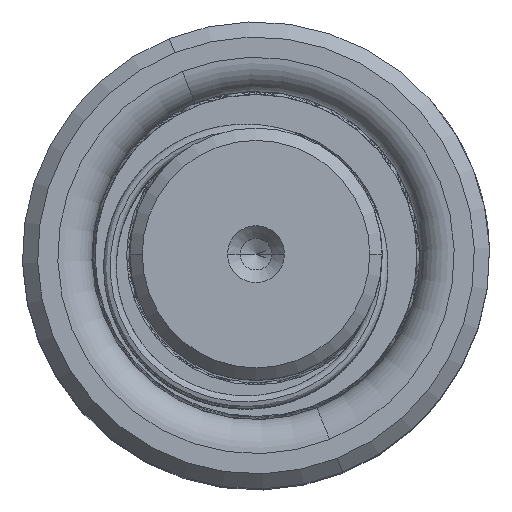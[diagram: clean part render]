
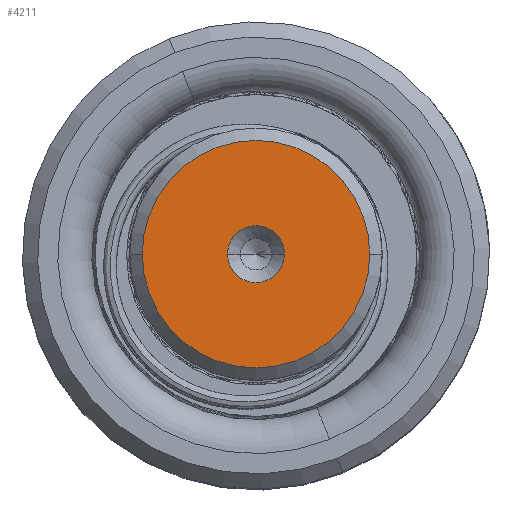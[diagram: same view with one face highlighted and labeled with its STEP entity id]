
A CAD part, top view. The second image highlights one B-rep face of the part: STEP entity #4211.
In plain terms, the highlighted planar face has unit normal (0, 0, 1).
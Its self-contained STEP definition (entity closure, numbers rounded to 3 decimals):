
#1614 = CARTESIAN_POINT ( 'NONE',  ( 9.009, 0., 110. ) ) ;
#2733 = CARTESIAN_POINT ( 'NONE',  ( 0., 0., 110. ) ) ;
#3225 = DIRECTION ( 'NONE',  ( 1., 0., 0. ) ) ;
#3609 = CARTESIAN_POINT ( 'NONE',  ( -9.009, 0., 110. ) ) ;
#3634 = DIRECTION ( 'NONE',  ( 1., 0., 0. ) ) ;
#3871 = CARTESIAN_POINT ( 'NONE',  ( 2.25, 0., 110. ) ) ;
#4211 = ADVANCED_FACE ( 'NONE', ( #17965, #7284 ), #27323, .T. ) ;
#5087 = AXIS2_PLACEMENT_3D ( 'NONE', #2733, #32821, #3225 ) ;
#5547 = CARTESIAN_POINT ( 'NONE',  ( 0., 0., 110. ) ) ;
#5804 = DIRECTION ( 'NONE',  ( 0., 0., 1. ) ) ;
#7284 = FACE_OUTER_BOUND ( 'NONE', #8937, .T. ) ;
#8937 = EDGE_LOOP ( 'NONE', ( #17244, #27150 ) ) ;
#9391 = AXIS2_PLACEMENT_3D ( 'NONE', #31896, #10366, #26578 ) ;
#9621 = EDGE_LOOP ( 'NONE', ( #25547, #31420 ) ) ;
#10208 = VERTEX_POINT ( 'NONE', #1614 ) ;
#10366 = DIRECTION ( 'NONE',  ( 0., 0., 1. ) ) ;
#10890 = EDGE_CURVE ( 'NONE', #13783, #33758, #15173, .T. ) ;
#10996 = DIRECTION ( 'NONE',  ( 1., 0., 0. ) ) ;
#11178 = DIRECTION ( 'NONE',  ( 1., 0., 0. ) ) ;
#11306 = DIRECTION ( 'NONE',  ( 0., 0., 1. ) ) ;
#11826 = EDGE_CURVE ( 'NONE', #10208, #24704, #24563, .T. ) ;
#13783 = VERTEX_POINT ( 'NONE', #3871 ) ;
#15173 = CIRCLE ( 'NONE', #9391, 2.25 ) ;
#15475 = AXIS2_PLACEMENT_3D ( 'NONE', #30155, #16621, #10996 ) ;
#16621 = DIRECTION ( 'NONE',  ( 0., 0., 1. ) ) ;
#17244 = ORIENTED_EDGE ( 'NONE', *, *, #29972, .T. ) ;
#17965 = FACE_BOUND ( 'NONE', #9621, .T. ) ;
#20190 = AXIS2_PLACEMENT_3D ( 'NONE', #30566, #11306, #11178 ) ;
#21973 = CIRCLE ( 'NONE', #5087, 2.25 ) ;
#24563 = CIRCLE ( 'NONE', #31054, 9.009 ) ;
#24704 = VERTEX_POINT ( 'NONE', #3609 ) ;
#25547 = ORIENTED_EDGE ( 'NONE', *, *, #10890, .F. ) ;
#26578 = DIRECTION ( 'NONE',  ( 1., 0., 0. ) ) ;
#27150 = ORIENTED_EDGE ( 'NONE', *, *, #11826, .T. ) ;
#27323 = PLANE ( 'NONE',  #15475 ) ;
#28400 = CARTESIAN_POINT ( 'NONE',  ( -2.25, 0., 110. ) ) ;
#28767 = EDGE_CURVE ( 'NONE', #33758, #13783, #21973, .T. ) ;
#29972 = EDGE_CURVE ( 'NONE', #24704, #10208, #32976, .T. ) ;
#30155 = CARTESIAN_POINT ( 'NONE',  ( 0., 0., 110. ) ) ;
#30566 = CARTESIAN_POINT ( 'NONE',  ( 0., 0., 110. ) ) ;
#31054 = AXIS2_PLACEMENT_3D ( 'NONE', #5547, #5804, #3634 ) ;
#31420 = ORIENTED_EDGE ( 'NONE', *, *, #28767, .F. ) ;
#31896 = CARTESIAN_POINT ( 'NONE',  ( 0., 0., 110. ) ) ;
#32821 = DIRECTION ( 'NONE',  ( 0., 0., 1. ) ) ;
#32976 = CIRCLE ( 'NONE', #20190, 9.009 ) ;
#33758 = VERTEX_POINT ( 'NONE', #28400 ) ;
